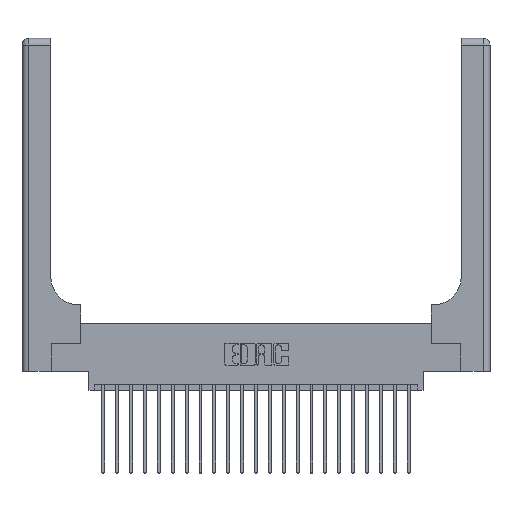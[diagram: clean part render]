
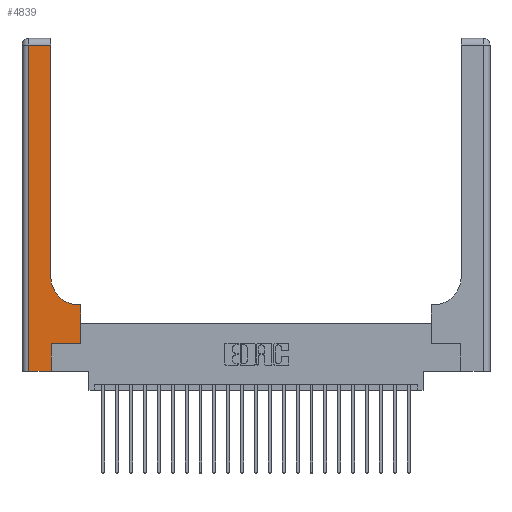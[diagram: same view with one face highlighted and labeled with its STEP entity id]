
A CAD part, top view. The second image highlights one B-rep face of the part: STEP entity #4839.
In plain terms, the highlighted planar face has unit normal (0, 0, 1).
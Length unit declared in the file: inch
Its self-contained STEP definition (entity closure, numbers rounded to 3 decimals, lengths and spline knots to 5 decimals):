
#693 = VERTEX_POINT ( 'NONE', #20558 ) ;
#859 = LINE ( 'NONE', #9099, #6663 ) ;
#946 = VERTEX_POINT ( 'NONE', #19826 ) ;
#2479 = LINE ( 'NONE', #9691, #10249 ) ;
#2734 = CARTESIAN_POINT ( 'NONE',  ( 0.265, 0., 0.37 ) ) ;
#3761 = DIRECTION ( 'NONE',  ( 0., 1., 0. ) ) ;
#3846 = VECTOR ( 'NONE', #15713, 39.37008 ) ;
#4008 = DIRECTION ( 'NONE',  ( 1., 0., 0. ) ) ;
#4053 = CARTESIAN_POINT ( 'NONE',  ( 0.528, 0.25, 0.37 ) ) ;
#4258 = EDGE_CURVE ( 'NONE', #15217, #946, #11093, .T. ) ;
#4379 = VECTOR ( 'NONE', #8506, 39.37008 ) ;
#4834 = ORIENTED_EDGE ( 'NONE', *, *, #7097, .T. ) ;
#4839 = ADVANCED_FACE ( 'NONE', ( #17751 ), #8328, .F. ) ;
#5059 = DIRECTION ( 'NONE',  ( 0., 0., -1. ) ) ;
#5142 = VERTEX_POINT ( 'NONE', #13608 ) ;
#5200 = VERTEX_POINT ( 'NONE', #4053 ) ;
#5262 = EDGE_CURVE ( 'NONE', #19999, #10789, #10301, .T. ) ;
#5316 = VECTOR ( 'NONE', #3761, 39.37008 ) ;
#5642 = EDGE_CURVE ( 'NONE', #6703, #5142, #2479, .T. ) ;
#6090 = VECTOR ( 'NONE', #18348, 39.37008 ) ;
#6364 = EDGE_LOOP ( 'NONE', ( #10899, #7148, #7110, #10339, #16686, #21265, #8103, #15044, #4834 ) ) ;
#6505 = CARTESIAN_POINT ( 'NONE',  ( 0.51, 0.85, 0.37 ) ) ;
#6663 = VECTOR ( 'NONE', #4008, 39.37008 ) ;
#6664 = DIRECTION ( 'NONE',  ( -1., 0., 0. ) ) ;
#6703 = VERTEX_POINT ( 'NONE', #21049 ) ;
#7097 = EDGE_CURVE ( 'NONE', #10789, #15217, #8352, .T. ) ;
#7110 = ORIENTED_EDGE ( 'NONE', *, *, #13491, .T. ) ;
#7148 = ORIENTED_EDGE ( 'NONE', *, *, #8711, .T. ) ;
#7499 = LINE ( 'NONE', #14687, #6090 ) ;
#7710 = CARTESIAN_POINT ( 'NONE',  ( 0.26, 0.85, 0.37 ) ) ;
#8103 = ORIENTED_EDGE ( 'NONE', *, *, #17504, .T. ) ;
#8328 = PLANE ( 'NONE',  #17770 ) ;
#8352 = CIRCLE ( 'NONE', #8707, 0.25 ) ;
#8506 = DIRECTION ( 'NONE',  ( 0., 1., 0. ) ) ;
#8707 = AXIS2_PLACEMENT_3D ( 'NONE', #6505, #5059, #15802 ) ;
#8711 = EDGE_CURVE ( 'NONE', #946, #9943, #7499, .T. ) ;
#9099 = CARTESIAN_POINT ( 'NONE',  ( 0.265, 0.25, 0.37 ) ) ;
#9691 = CARTESIAN_POINT ( 'NONE',  ( 0., 0., 0.37 ) ) ;
#9943 = VERTEX_POINT ( 'NONE', #13046 ) ;
#10183 = CARTESIAN_POINT ( 'NONE',  ( 0.26, 0.6, 0.37 ) ) ;
#10220 = VECTOR ( 'NONE', #21900, 39.37008 ) ;
#10249 = VECTOR ( 'NONE', #13351, 39.37008 ) ;
#10301 = LINE ( 'NONE', #10183, #3846 ) ;
#10339 = ORIENTED_EDGE ( 'NONE', *, *, #5642, .T. ) ;
#10789 = VERTEX_POINT ( 'NONE', #13107 ) ;
#10824 = EDGE_CURVE ( 'NONE', #693, #5200, #859, .T. ) ;
#10899 = ORIENTED_EDGE ( 'NONE', *, *, #4258, .T. ) ;
#11093 = LINE ( 'NONE', #14734, #5316 ) ;
#12293 = CARTESIAN_POINT ( 'NONE',  ( 0.528, 0.6, 0.37 ) ) ;
#12328 = CARTESIAN_POINT ( 'NONE',  ( 0., 3., 0.37 ) ) ;
#13046 = CARTESIAN_POINT ( 'NONE',  ( 0.06, 2.94, 0.37 ) ) ;
#13107 = CARTESIAN_POINT ( 'NONE',  ( 0.51, 0.6, 0.37 ) ) ;
#13351 = DIRECTION ( 'NONE',  ( 1., 0., 0. ) ) ;
#13491 = EDGE_CURVE ( 'NONE', #9943, #6703, #22242, .T. ) ;
#13608 = CARTESIAN_POINT ( 'NONE',  ( 0.265, 0., 0.37 ) ) ;
#13759 = DIRECTION ( 'NONE',  ( 0., 0., -1. ) ) ;
#14578 = VECTOR ( 'NONE', #21474, 39.37008 ) ;
#14687 = CARTESIAN_POINT ( 'NONE',  ( 0., 2.94, 0.37 ) ) ;
#14734 = CARTESIAN_POINT ( 'NONE',  ( 0.26, 3., 0.37 ) ) ;
#15044 = ORIENTED_EDGE ( 'NONE', *, *, #5262, .T. ) ;
#15217 = VERTEX_POINT ( 'NONE', #7710 ) ;
#15313 = EDGE_CURVE ( 'NONE', #5142, #693, #21141, .T. ) ;
#15713 = DIRECTION ( 'NONE',  ( -1., 0., 0. ) ) ;
#15802 = DIRECTION ( 'NONE',  ( 1., 0., 0. ) ) ;
#16686 = ORIENTED_EDGE ( 'NONE', *, *, #15313, .T. ) ;
#17504 = EDGE_CURVE ( 'NONE', #5200, #19999, #18050, .T. ) ;
#17751 = FACE_OUTER_BOUND ( 'NONE', #6364, .T. ) ;
#17770 = AXIS2_PLACEMENT_3D ( 'NONE', #12328, #13759, #6664 ) ;
#18050 = LINE ( 'NONE', #21602, #14578 ) ;
#18348 = DIRECTION ( 'NONE',  ( -1., 0., 0. ) ) ;
#19826 = CARTESIAN_POINT ( 'NONE',  ( 0.26, 2.94, 0.37 ) ) ;
#19999 = VERTEX_POINT ( 'NONE', #12293 ) ;
#20476 = CARTESIAN_POINT ( 'NONE',  ( 0.06, 3., 0.37 ) ) ;
#20558 = CARTESIAN_POINT ( 'NONE',  ( 0.265, 0.25, 0.37 ) ) ;
#21049 = CARTESIAN_POINT ( 'NONE',  ( 0.06, 0., 0.37 ) ) ;
#21141 = LINE ( 'NONE', #2734, #4379 ) ;
#21265 = ORIENTED_EDGE ( 'NONE', *, *, #10824, .T. ) ;
#21474 = DIRECTION ( 'NONE',  ( 0., 1., 0. ) ) ;
#21602 = CARTESIAN_POINT ( 'NONE',  ( 0.528, 0.25, 0.37 ) ) ;
#21900 = DIRECTION ( 'NONE',  ( 0., -1., 0. ) ) ;
#22242 = LINE ( 'NONE', #20476, #10220 ) ;
